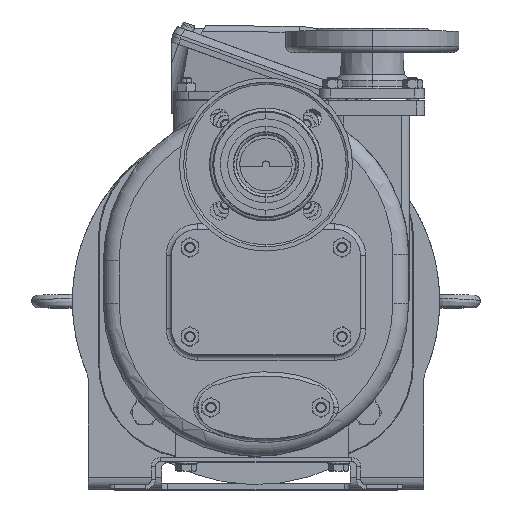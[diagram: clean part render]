
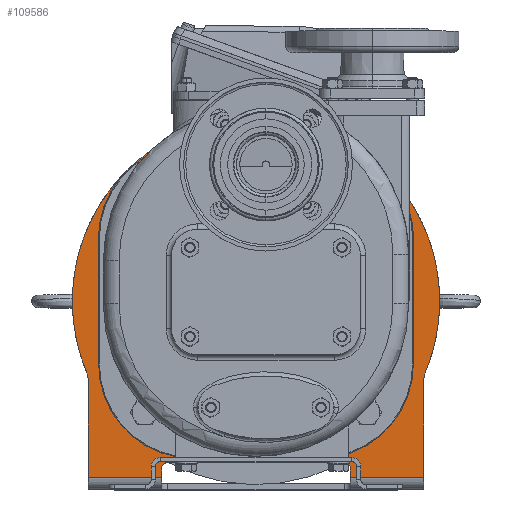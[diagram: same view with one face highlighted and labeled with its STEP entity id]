
A CAD part, top view. The second image highlights one B-rep face of the part: STEP entity #109586.
In plain terms, the highlighted planar face has unit normal (0, 0, 1).
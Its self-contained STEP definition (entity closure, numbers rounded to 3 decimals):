
#20453=CARTESIAN_POINT('',(-84.,-10.,-502.5));
#20454=DIRECTION('',(0.,0.,-1.));
#20455=DIRECTION('',(-1.,0.,0.));
#20456=AXIS2_PLACEMENT_3D('',#20453,#20454,#20455);
#20506=DIRECTION('',(1.,0.,0.));
#20507=VECTOR('',#20506,70.);
#20508=CARTESIAN_POINT('',(-160.,-18.,-502.5));
#20509=LINE('',#20508,#20507);
#20721=DIRECTION('',(1.,0.,0.));
#20722=VECTOR('',#20721,70.);
#20723=CARTESIAN_POINT('',(90.,-18.,-502.5));
#20724=LINE('',#20723,#20722);
#20734=CARTESIAN_POINT('',(0.,150.,-502.5));
#20735=DIRECTION('',(0.,0.,-1.));
#20736=DIRECTION('',(-0.923,-0.385,0.));
#20737=AXIS2_PLACEMENT_3D('',#20734,#20735,#20736);
#20739=DIRECTION('',(0.,-1.,0.));
#20740=VECTOR('',#20739,93.);
#20741=CARTESIAN_POINT('',(160.,75.,-502.5));
#20742=LINE('',#20741,#20740);
#20743=DIRECTION('',(0.,1.,0.));
#20744=VECTOR('',#20743,8.);
#20745=CARTESIAN_POINT('',(90.,-18.,-502.5));
#20746=LINE('',#20745,#20744);
#20747=DIRECTION('',(-1.,0.,0.));
#20748=VECTOR('',#20747,168.);
#20749=CARTESIAN_POINT('',(84.,-4.,-502.5));
#20750=LINE('',#20749,#20748);
#20751=DIRECTION('',(0.,1.,0.));
#20752=VECTOR('',#20751,8.);
#20753=CARTESIAN_POINT('',(-90.,-18.,-502.5));
#20754=LINE('',#20753,#20752);
#20755=DIRECTION('',(0.,1.,0.));
#20756=VECTOR('',#20755,93.);
#20757=CARTESIAN_POINT('',(-160.,-18.,-502.5));
#20758=LINE('',#20757,#20756);
#20772=CARTESIAN_POINT('',(-180.,75.,-502.5));
#20773=DIRECTION('',(0.,0.,-1.));
#20774=DIRECTION('',(0.923,0.385,0.));
#20775=AXIS2_PLACEMENT_3D('',#20772,#20773,#20774);
#20790=CARTESIAN_POINT('',(180.,75.,-502.5));
#20791=DIRECTION('',(0.,0.,-1.));
#20792=DIRECTION('',(-1.,0.,0.));
#20793=AXIS2_PLACEMENT_3D('',#20790,#20791,#20792);
#20808=CARTESIAN_POINT('',(84.,-10.,-502.5));
#20809=DIRECTION('',(0.,0.,-1.));
#20810=DIRECTION('',(0.,1.,0.));
#20811=AXIS2_PLACEMENT_3D('',#20808,#20809,#20810);
#20813=CARTESIAN_POINT('',(60.,210.,-502.5));
#20814=DIRECTION('',(0.,0.,1.));
#20815=DIRECTION('',(1.,0.,0.));
#20816=AXIS2_PLACEMENT_3D('',#20813,#20814,#20815);
#20827=DIRECTION('',(0.,1.,0.));
#20828=VECTOR('',#20827,120.);
#20829=CARTESIAN_POINT('',(150.,90.,-502.5));
#20830=LINE('',#20829,#20828);
#20839=CARTESIAN_POINT('',(60.,90.,-502.5));
#20840=DIRECTION('',(0.,0.,1.));
#20841=DIRECTION('',(0.,-1.,0.));
#20842=AXIS2_PLACEMENT_3D('',#20839,#20840,#20841);
#20853=DIRECTION('',(1.,0.,0.));
#20854=VECTOR('',#20853,120.);
#20855=CARTESIAN_POINT('',(-60.,0.,-502.5));
#20856=LINE('',#20855,#20854);
#20865=CARTESIAN_POINT('',(-60.,90.,-502.5));
#20866=DIRECTION('',(0.,0.,1.));
#20867=DIRECTION('',(-1.,0.,0.));
#20868=AXIS2_PLACEMENT_3D('',#20865,#20866,#20867);
#20879=DIRECTION('',(0.,-1.,0.));
#20880=VECTOR('',#20879,120.);
#20881=CARTESIAN_POINT('',(-150.,210.,-502.5));
#20882=LINE('',#20881,#20880);
#20891=CARTESIAN_POINT('',(-60.,210.,-502.5));
#20892=DIRECTION('',(0.,0.,1.));
#20893=DIRECTION('',(0.,1.,0.));
#20894=AXIS2_PLACEMENT_3D('',#20891,#20892,#20893);
#20905=DIRECTION('',(-1.,0.,0.));
#20906=VECTOR('',#20905,120.);
#20907=CARTESIAN_POINT('',(60.,300.,-502.5));
#20908=LINE('',#20907,#20906);
#78915=CARTESIAN_POINT('',(-84.,-4.,-502.5));
#78917=VERTEX_POINT('',#78915);
#78919=CARTESIAN_POINT('',(-90.,-10.,-502.5));
#78921=VERTEX_POINT('',#78919);
#78931=CARTESIAN_POINT('',(90.,-10.,-502.5));
#78933=VERTEX_POINT('',#78931);
#78935=CARTESIAN_POINT('',(84.,-4.,-502.5));
#78937=VERTEX_POINT('',#78935);
#78946=CARTESIAN_POINT('',(-90.,-18.,-502.5));
#78947=VERTEX_POINT('',#78946);
#78948=CARTESIAN_POINT('',(90.,-18.,-502.5));
#78949=VERTEX_POINT('',#78948);
#78954=CARTESIAN_POINT('',(160.,75.,-502.5));
#78955=CARTESIAN_POINT('',(160.,-18.,-502.5));
#78956=VERTEX_POINT('',#78954);
#78957=VERTEX_POINT('',#78955);
#78962=CARTESIAN_POINT('',(-160.,-18.,-502.5));
#78963=CARTESIAN_POINT('',(-160.,75.,-502.5));
#78964=VERTEX_POINT('',#78962);
#78965=VERTEX_POINT('',#78963);
#78972=CARTESIAN_POINT('',(-161.538,82.692,-502.5));
#78973=VERTEX_POINT('',#78972);
#78976=CARTESIAN_POINT('',(161.538,82.692,-502.5));
#78977=VERTEX_POINT('',#78976);
#78978=CARTESIAN_POINT('',(150.,210.,-502.5));
#78979=CARTESIAN_POINT('',(60.,300.,-502.5));
#78980=VERTEX_POINT('',#78978);
#78981=VERTEX_POINT('',#78979);
#78982=CARTESIAN_POINT('',(-60.,300.,-502.5));
#78983=VERTEX_POINT('',#78982);
#78984=CARTESIAN_POINT('',(-150.,210.,-502.5));
#78985=VERTEX_POINT('',#78984);
#78986=CARTESIAN_POINT('',(-150.,90.,-502.5));
#78987=VERTEX_POINT('',#78986);
#78988=CARTESIAN_POINT('',(-60.,0.,-502.5));
#78989=VERTEX_POINT('',#78988);
#78990=CARTESIAN_POINT('',(60.,0.,-502.5));
#78991=VERTEX_POINT('',#78990);
#78992=CARTESIAN_POINT('',(150.,90.,-502.5));
#78993=VERTEX_POINT('',#78992);
#109542=CARTESIAN_POINT('',(0.,150.,-502.5));
#109543=DIRECTION('',(0.,0.,-1.));
#109544=DIRECTION('',(-1.,0.,0.));
#109545=AXIS2_PLACEMENT_3D('',#109542,#109543,#109544);
#109546=PLANE('',#109545);
#109548=ORIENTED_EDGE('',*,*,#109547,.T.);
#109550=ORIENTED_EDGE('',*,*,#109549,.F.);
#109552=ORIENTED_EDGE('',*,*,#109551,.T.);
#109553=ORIENTED_EDGE('',*,*,#109535,.F.);
#109555=ORIENTED_EDGE('',*,*,#109554,.T.);
#109557=ORIENTED_EDGE('',*,*,#109556,.F.);
#109558=ORIENTED_EDGE('',*,*,#109225,.T.);
#109559=ORIENTED_EDGE('',*,*,#109242,.F.);
#109560=ORIENTED_EDGE('',*,*,#109256,.F.);
#109561=ORIENTED_EDGE('',*,*,#109314,.F.);
#109563=ORIENTED_EDGE('',*,*,#109562,.T.);
#109565=ORIENTED_EDGE('',*,*,#109564,.F.);
#109566=EDGE_LOOP('',(#109548,#109550,#109552,#109553,#109555,#109557,#109558,
#109559,#109560,#109561,#109563,#109565));
#109567=FACE_OUTER_BOUND('',#109566,.F.);
#109569=ORIENTED_EDGE('',*,*,#109568,.T.);
#109571=ORIENTED_EDGE('',*,*,#109570,.T.);
#109573=ORIENTED_EDGE('',*,*,#109572,.T.);
#109575=ORIENTED_EDGE('',*,*,#109574,.T.);
#109577=ORIENTED_EDGE('',*,*,#109576,.T.);
#109579=ORIENTED_EDGE('',*,*,#109578,.T.);
#109581=ORIENTED_EDGE('',*,*,#109580,.T.);
#109583=ORIENTED_EDGE('',*,*,#109582,.T.);
#109584=EDGE_LOOP('',(#109569,#109571,#109573,#109575,#109577,#109579,#109581,
#109583));
#109585=FACE_BOUND('',#109584,.F.);
#109586=ADVANCED_FACE('',(#109567,#109585),#109546,.F.);
#20457=CIRCLE('',#20456,6.);
#20738=CIRCLE('',#20737,175.);
#20776=CIRCLE('',#20775,20.);
#20794=CIRCLE('',#20793,20.);
#20812=CIRCLE('',#20811,6.);
#20817=CIRCLE('',#20816,90.);
#20843=CIRCLE('',#20842,90.);
#20869=CIRCLE('',#20868,90.);
#20895=CIRCLE('',#20894,90.);
#109225=EDGE_CURVE('',#78937,#78917,#20750,.T.);
#109242=EDGE_CURVE('',#78921,#78917,#20457,.T.);
#109256=EDGE_CURVE('',#78947,#78921,#20754,.T.);
#109314=EDGE_CURVE('',#78964,#78947,#20509,.T.);
#109535=EDGE_CURVE('',#78949,#78957,#20724,.T.);
#109547=EDGE_CURVE('',#78973,#78977,#20738,.T.);
#109549=EDGE_CURVE('',#78956,#78977,#20794,.T.);
#109551=EDGE_CURVE('',#78956,#78957,#20742,.T.);
#109554=EDGE_CURVE('',#78949,#78933,#20746,.T.);
#109556=EDGE_CURVE('',#78937,#78933,#20812,.T.);
#109562=EDGE_CURVE('',#78964,#78965,#20758,.T.);
#109564=EDGE_CURVE('',#78973,#78965,#20776,.T.);
#109568=EDGE_CURVE('',#78980,#78981,#20817,.T.);
#109570=EDGE_CURVE('',#78981,#78983,#20908,.T.);
#109572=EDGE_CURVE('',#78983,#78985,#20895,.T.);
#109574=EDGE_CURVE('',#78985,#78987,#20882,.T.);
#109576=EDGE_CURVE('',#78987,#78989,#20869,.T.);
#109578=EDGE_CURVE('',#78989,#78991,#20856,.T.);
#109580=EDGE_CURVE('',#78991,#78993,#20843,.T.);
#109582=EDGE_CURVE('',#78993,#78980,#20830,.T.);
